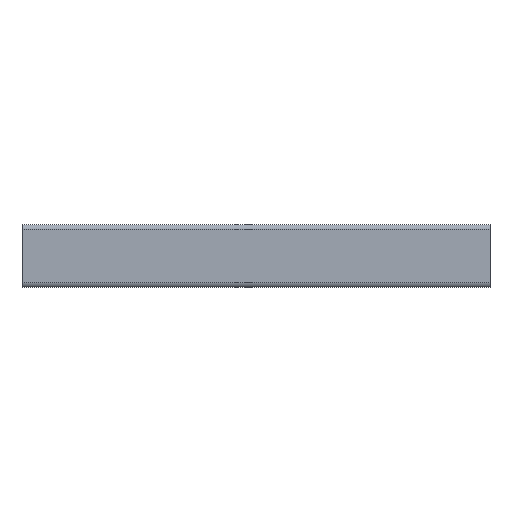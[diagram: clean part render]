
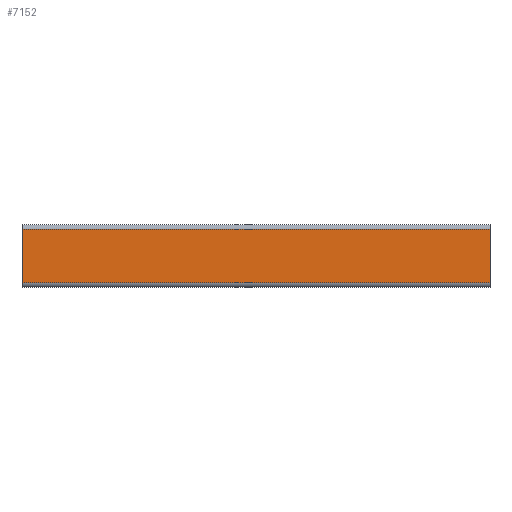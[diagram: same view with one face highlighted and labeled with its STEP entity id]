
A CAD part, left-side view. The second image highlights one B-rep face of the part: STEP entity #7152.
In plain terms, the highlighted face is planar.
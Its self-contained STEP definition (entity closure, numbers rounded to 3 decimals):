
#236 = AXIS2_PLACEMENT_3D ( 'NONE', #5827, #5851, #5881 ) ;
#401 = EDGE_LOOP ( 'NONE', ( #3238, #3211, #3221, #3236 ) ) ;
#1173 = VECTOR ( 'NONE', #8170, 1000. ) ;
#1176 = VECTOR ( 'NONE', #7651, 1000. ) ;
#1178 = VECTOR ( 'NONE', #7441, 1000. ) ;
#1190 = VECTOR ( 'NONE', #7613, 1000. ) ;
#3211 = ORIENTED_EDGE ( 'NONE', *, *, #7702, .F. ) ;
#3221 = ORIENTED_EDGE ( 'NONE', *, *, #7682, .T. ) ;
#3236 = ORIENTED_EDGE ( 'NONE', *, *, #7692, .T. ) ;
#3238 = ORIENTED_EDGE ( 'NONE', *, *, #7696, .F. ) ;
#3655 = VERTEX_POINT ( 'NONE', #4557 ) ;
#3673 = VERTEX_POINT ( 'NONE', #4595 ) ;
#3677 = VERTEX_POINT ( 'NONE', #4591 ) ;
#3688 = VERTEX_POINT ( 'NONE', #4587 ) ;
#4557 = CARTESIAN_POINT ( 'NONE',  ( 20., 17., 0. ) ) ;
#4587 = CARTESIAN_POINT ( 'NONE',  ( 20., 17., -300. ) ) ;
#4591 = CARTESIAN_POINT ( 'NONE',  ( 20., -17., -300. ) ) ;
#4595 = CARTESIAN_POINT ( 'NONE',  ( 20., -17., 0. ) ) ;
#5827 = CARTESIAN_POINT ( 'NONE',  ( 20., -17., -300. ) ) ;
#5851 = DIRECTION ( 'NONE',  ( 1., 0., 0. ) ) ;
#5881 = DIRECTION ( 'NONE',  ( 0., 0., -1. ) ) ;
#6107 = FACE_OUTER_BOUND ( 'NONE', #401, .T. ) ;
#6220 = PLANE ( 'NONE',  #236 ) ;
#7152 = ADVANCED_FACE ( 'NONE', ( #6107 ), #6220, .T. ) ;
#7428 = CARTESIAN_POINT ( 'NONE',  ( 20., -17., -300. ) ) ;
#7441 = DIRECTION ( 'NONE',  ( 0., 1., 0. ) ) ;
#7462 = LINE ( 'NONE', #7428, #1178 ) ;
#7582 = CARTESIAN_POINT ( 'NONE',  ( 20., 17., -300. ) ) ;
#7594 = LINE ( 'NONE', #7582, #1190 ) ;
#7609 = LINE ( 'NONE', #7667, #1176 ) ;
#7613 = DIRECTION ( 'NONE',  ( 0., 0., 1. ) ) ;
#7651 = DIRECTION ( 'NONE',  ( 0., 1., 0. ) ) ;
#7667 = CARTESIAN_POINT ( 'NONE',  ( 20., -17., 0. ) ) ;
#7682 = EDGE_CURVE ( 'NONE', #3677, #3688, #7462, .T. ) ;
#7692 = EDGE_CURVE ( 'NONE', #3688, #3655, #7594, .T. ) ;
#7696 = EDGE_CURVE ( 'NONE', #3673, #3655, #7609, .T. ) ;
#7702 = EDGE_CURVE ( 'NONE', #3677, #3673, #8186, .T. ) ;
#8167 = CARTESIAN_POINT ( 'NONE',  ( 20., -17., -300. ) ) ;
#8170 = DIRECTION ( 'NONE',  ( 0., 0., 1. ) ) ;
#8186 = LINE ( 'NONE', #8167, #1173 ) ;
